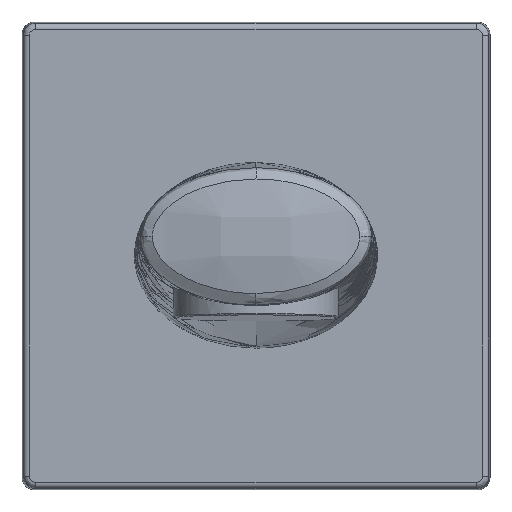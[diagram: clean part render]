
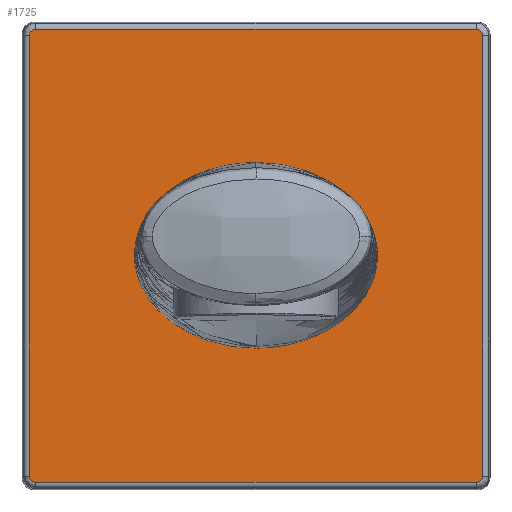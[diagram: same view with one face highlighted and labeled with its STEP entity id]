
A CAD part, top view. The second image highlights one B-rep face of the part: STEP entity #1725.
In plain terms, the highlighted planar face has unit normal (0, 0, 1).
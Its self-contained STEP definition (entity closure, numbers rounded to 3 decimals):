
#40 = CARTESIAN_POINT ( 'NONE',  ( -9.174, 14.045, 12. ) ) ;
#45 = CARTESIAN_POINT ( 'NONE',  ( -36.308, -35.308, 12. ) ) ;
#55 = CARTESIAN_POINT ( 'NONE',  ( -36.308, -35.894, 12. ) ) ;
#75 = CARTESIAN_POINT ( 'NONE',  ( -17.407, 9.913, 12. ) ) ;
#88 = CARTESIAN_POINT ( 'NONE',  ( -22.733, 0.087, 12. ) ) ;
#98 = CARTESIAN_POINT ( 'NONE',  ( -17.407, -9.739, 12. ) ) ;
#140 = CARTESIAN_POINT ( 'NONE',  ( 35.308, -36.308, 12. ) ) ;
#266 = CARTESIAN_POINT ( 'NONE',  ( 0., -14.789, 12. ) ) ;
#281 = EDGE_CURVE ( 'NONE', #2503, #2743, #3022, .T. ) ;
#335 = CARTESIAN_POINT ( 'NONE',  ( -9.174, -13.871, 12. ) ) ;
#354 = CARTESIAN_POINT ( 'NONE',  ( -3.058, -14.789, 12. ) ) ;
#376 = CARTESIAN_POINT ( 'NONE',  ( -36.308, 35.308, 12. ) ) ;
#414 = DIRECTION ( 'NONE',  ( -1., 0., 0. ) ) ;
#467 = CARTESIAN_POINT ( 'NONE',  ( 36.308, 0., 12. ) ) ;
#495 = EDGE_LOOP ( 'NONE', ( #2922, #1368, #1086, #860, #2923, #1531, #2370, #2333 ) ) ;
#516 = EDGE_CURVE ( 'NONE', #2743, #1528, #2833, .T. ) ;
#554 = EDGE_CURVE ( 'NONE', #1947, #3028, #1776, .T. ) ;
#566 = CARTESIAN_POINT ( 'NONE',  ( 36.308, -35.308, 12. ) ) ;
#658 = CARTESIAN_POINT ( 'NONE',  ( 35.308, 36.308, 12. ) ) ;
#670 = EDGE_CURVE ( 'NONE', #3024, #2509, #2918, .T. ) ;
#676 = CARTESIAN_POINT ( 'NONE',  ( 35.894, 36.308, 12. ) ) ;
#732 = CARTESIAN_POINT ( 'NONE',  ( -36.308, 35.308, 12. ) ) ;
#790 = VERTEX_POINT ( 'NONE', #732 ) ;
#813 = CARTESIAN_POINT ( 'NONE',  ( 36.308, 35.308, 12. ) ) ;
#837 = CARTESIAN_POINT ( 'NONE',  ( 0., -14.789, 12. ) ) ;
#845 = CARTESIAN_POINT ( 'NONE',  ( 9.174, -13.871, 12. ) ) ;
#860 = ORIENTED_EDGE ( 'NONE', *, *, #670, .T. ) ;
#864 = CARTESIAN_POINT ( 'NONE',  ( 3.058, -14.789, 12. ) ) ;
#879 = CARTESIAN_POINT ( 'NONE',  ( 17.407, 9.913, 12. ) ) ;
#889 = ORIENTED_EDGE ( 'NONE', *, *, #940, .T. ) ;
#890 = CARTESIAN_POINT ( 'NONE',  ( 36.308, 35.308, 12. ) ) ;
#903 = CARTESIAN_POINT ( 'NONE',  ( 17.407, -9.739, 12. ) ) ;
#914 = CARTESIAN_POINT ( 'NONE',  ( 36.308, 35.894, 12. ) ) ;
#925 = AXIS2_PLACEMENT_3D ( 'NONE', #2266, #2727, #1347 ) ;
#927 = CARTESIAN_POINT ( 'NONE',  ( 22.733, 0.087, 12. ) ) ;
#940 = EDGE_CURVE ( 'NONE', #3028, #1947, #2745, .T. ) ;
#978 = CARTESIAN_POINT ( 'NONE',  ( -36.308, -35.308, 12. ) ) ;
#1035 = CARTESIAN_POINT ( 'NONE',  ( -36.308, 0., 12. ) ) ;
#1045 = CARTESIAN_POINT ( 'NONE',  ( 0., 14.963, 12. ) ) ;
#1057 = CARTESIAN_POINT ( 'NONE',  ( 9.174, 14.045, 12. ) ) ;
#1078 = CARTESIAN_POINT ( 'NONE',  ( -35.894, 36.308, 12. ) ) ;
#1083 = CARTESIAN_POINT ( 'NONE',  ( 3.058, 14.963, 12. ) ) ;
#1085 =( BOUNDED_CURVE ( )  B_SPLINE_CURVE ( 3, ( #45, #55, #1272, #2884 ),
 .UNSPECIFIED., .F., .T. ) 
 B_SPLINE_CURVE_WITH_KNOTS ( ( 4, 4 ),
 ( 2.356, 3.927 ),
 .UNSPECIFIED. ) 
 CURVE ( )  GEOMETRIC_REPRESENTATION_ITEM ( )  RATIONAL_B_SPLINE_CURVE ( ( 1., 0.805, 0.805, 1. ) ) 
 REPRESENTATION_ITEM ( '' )  );
#1086 = ORIENTED_EDGE ( 'NONE', *, *, #1427, .T. ) ;
#1272 = CARTESIAN_POINT ( 'NONE',  ( -35.894, -36.308, 12. ) ) ;
#1347 = DIRECTION ( 'NONE',  ( 0., 1., 0. ) ) ;
#1355 = CARTESIAN_POINT ( 'NONE',  ( 0., 36.308, 12. ) ) ;
#1359 = EDGE_CURVE ( 'NONE', #790, #2643, #2534, .T. ) ;
#1368 = ORIENTED_EDGE ( 'NONE', *, *, #1785, .T. ) ;
#1427 = EDGE_CURVE ( 'NONE', #1565, #3024, #2272, .T. ) ;
#1527 = EDGE_CURVE ( 'NONE', #2643, #2503, #1085, .T. ) ;
#1528 = VERTEX_POINT ( 'NONE', #566 ) ;
#1531 = ORIENTED_EDGE ( 'NONE', *, *, #1359, .T. ) ;
#1565 = VERTEX_POINT ( 'NONE', #813 ) ;
#1573 = DIRECTION ( 'NONE',  ( 0., -1., 0. ) ) ;
#1576 = CARTESIAN_POINT ( 'NONE',  ( -35.308, 36.308, 12. ) ) ;
#1588 = CARTESIAN_POINT ( 'NONE',  ( 36.308, -35.308, 12. ) ) ;
#1595 = CARTESIAN_POINT ( 'NONE',  ( 36.308, -35.894, 12. ) ) ;
#1638 = CARTESIAN_POINT ( 'NONE',  ( 35.894, -36.308, 12. ) ) ;
#1696 = CARTESIAN_POINT ( 'NONE',  ( 35.308, 36.308, 12. ) ) ;
#1725 = ADVANCED_FACE ( 'NONE', ( #2295, #2259 ), #2511, .T. ) ;
#1733 = CARTESIAN_POINT ( 'NONE',  ( 35.308, -36.308, 12. ) ) ;
#1737 = LINE ( 'NONE', #467, #2149 ) ;
#1776 = B_SPLINE_CURVE_WITH_KNOTS ( 'NONE', 5,
 ( #1045, #1083, #1057, #879, #927, #903, #845, #864, #837 ),
 .UNSPECIFIED., .F., .F.,
 ( 6, 1, 1, 1, 6 ),
 ( 0., 0.013, 0.027, 0.04, 0.054 ),
 .UNSPECIFIED. ) ;
#1778 = CARTESIAN_POINT ( 'NONE',  ( 0., -14.789, 12. ) ) ;
#1785 = EDGE_CURVE ( 'NONE', #1528, #1565, #1737, .T. ) ;
#1811 =( BOUNDED_CURVE ( )  B_SPLINE_CURVE ( 3, ( #1576, #1078, #1816, #376 ),
 .UNSPECIFIED., .F., .F. ) 
 B_SPLINE_CURVE_WITH_KNOTS ( ( 4, 4 ),
 ( 2.356, 3.927 ),
 .UNSPECIFIED. ) 
 CURVE ( )  GEOMETRIC_REPRESENTATION_ITEM ( )  RATIONAL_B_SPLINE_CURVE ( ( 1., 0.805, 0.805, 1. ) ) 
 REPRESENTATION_ITEM ( '' )  );
#1816 = CARTESIAN_POINT ( 'NONE',  ( -36.308, 35.894, 12. ) ) ;
#1928 = DIRECTION ( 'NONE',  ( 1., 0., 0. ) ) ;
#1947 = VERTEX_POINT ( 'NONE', #2416 ) ;
#1952 = CARTESIAN_POINT ( 'NONE',  ( 0., -36.308, 12. ) ) ;
#2018 = EDGE_LOOP ( 'NONE', ( #889, #2037 ) ) ;
#2037 = ORIENTED_EDGE ( 'NONE', *, *, #554, .T. ) ;
#2058 = CARTESIAN_POINT ( 'NONE',  ( -35.308, -36.308, 12. ) ) ;
#2126 = DIRECTION ( 'NONE',  ( 0., 1., 0. ) ) ;
#2149 = VECTOR ( 'NONE', #2126, 1000. ) ;
#2259 = FACE_BOUND ( 'NONE', #2018, .T. ) ;
#2266 = CARTESIAN_POINT ( 'NONE',  ( 0., 0., 12. ) ) ;
#2272 =( BOUNDED_CURVE ( )  B_SPLINE_CURVE ( 3, ( #890, #914, #676, #658 ),
 .UNSPECIFIED., .F., .T. ) 
 B_SPLINE_CURVE_WITH_KNOTS ( ( 4, 4 ),
 ( 2.356, 3.927 ),
 .UNSPECIFIED. ) 
 CURVE ( )  GEOMETRIC_REPRESENTATION_ITEM ( )  RATIONAL_B_SPLINE_CURVE ( ( 1., 0.805, 0.805, 1. ) ) 
 REPRESENTATION_ITEM ( '' )  );
#2295 = FACE_OUTER_BOUND ( 'NONE', #495, .T. ) ;
#2333 = ORIENTED_EDGE ( 'NONE', *, *, #281, .T. ) ;
#2357 = EDGE_CURVE ( 'NONE', #2509, #790, #1811, .T. ) ;
#2370 = ORIENTED_EDGE ( 'NONE', *, *, #1527, .T. ) ;
#2404 = VECTOR ( 'NONE', #1573, 1000. ) ;
#2416 = CARTESIAN_POINT ( 'NONE',  ( 0., 14.963, 12. ) ) ;
#2503 = VERTEX_POINT ( 'NONE', #2058 ) ;
#2509 = VERTEX_POINT ( 'NONE', #2959 ) ;
#2511 = PLANE ( 'NONE',  #925 ) ;
#2534 = LINE ( 'NONE', #1035, #2404 ) ;
#2643 = VERTEX_POINT ( 'NONE', #978 ) ;
#2727 = DIRECTION ( 'NONE',  ( 0., 0., 1. ) ) ;
#2743 = VERTEX_POINT ( 'NONE', #140 ) ;
#2745 = B_SPLINE_CURVE_WITH_KNOTS ( 'NONE', 5,
 ( #1778, #354, #335, #98, #88, #75, #40, #2958, #2938 ),
 .UNSPECIFIED., .F., .F.,
 ( 6, 1, 1, 1, 6 ),
 ( 0., 0.013, 0.027, 0.04, 0.054 ),
 .UNSPECIFIED. ) ;
#2833 =( BOUNDED_CURVE ( )  B_SPLINE_CURVE ( 3, ( #1733, #1638, #1595, #1588 ),
 .UNSPECIFIED., .F., .T. ) 
 B_SPLINE_CURVE_WITH_KNOTS ( ( 4, 4 ),
 ( 2.356, 3.927 ),
 .UNSPECIFIED. ) 
 CURVE ( )  GEOMETRIC_REPRESENTATION_ITEM ( )  RATIONAL_B_SPLINE_CURVE ( ( 1., 0.805, 0.805, 1. ) ) 
 REPRESENTATION_ITEM ( '' )  );
#2845 = VECTOR ( 'NONE', #414, 1000. ) ;
#2884 = CARTESIAN_POINT ( 'NONE',  ( -35.308, -36.308, 12. ) ) ;
#2918 = LINE ( 'NONE', #1355, #2845 ) ;
#2922 = ORIENTED_EDGE ( 'NONE', *, *, #516, .T. ) ;
#2923 = ORIENTED_EDGE ( 'NONE', *, *, #2357, .T. ) ;
#2938 = CARTESIAN_POINT ( 'NONE',  ( 0., 14.963, 12. ) ) ;
#2954 = VECTOR ( 'NONE', #1928, 1000. ) ;
#2958 = CARTESIAN_POINT ( 'NONE',  ( -3.058, 14.963, 12. ) ) ;
#2959 = CARTESIAN_POINT ( 'NONE',  ( -35.308, 36.308, 12. ) ) ;
#3022 = LINE ( 'NONE', #1952, #2954 ) ;
#3024 = VERTEX_POINT ( 'NONE', #1696 ) ;
#3028 = VERTEX_POINT ( 'NONE', #266 ) ;
